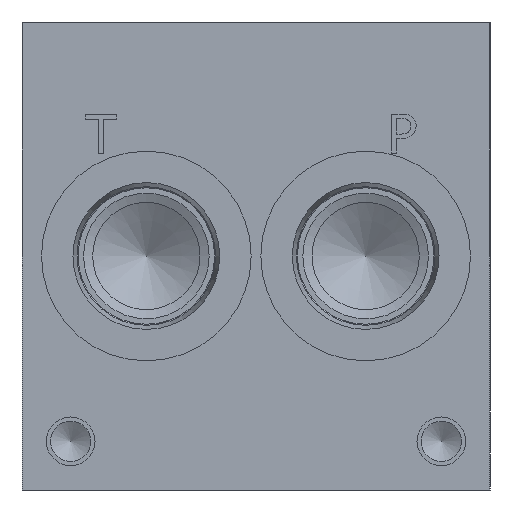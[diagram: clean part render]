
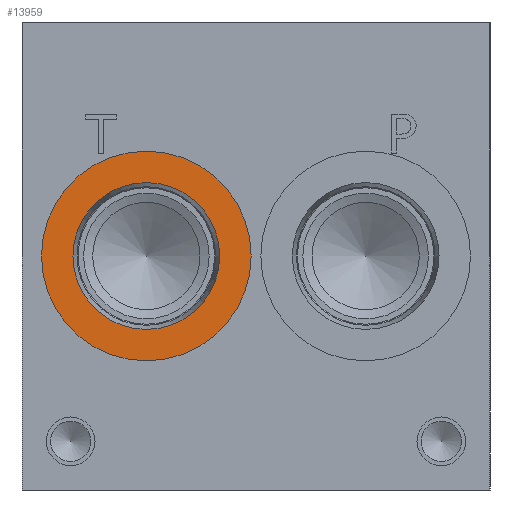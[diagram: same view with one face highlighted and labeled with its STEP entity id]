
A CAD part, left-side view. The second image highlights one B-rep face of the part: STEP entity #13959.
In plain terms, the highlighted planar face has unit normal (-1, 0, 0).
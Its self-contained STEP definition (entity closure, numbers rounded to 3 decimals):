
#260=CIRCLE('',#14617,17.069);
#261=CIRCLE('',#14618,17.069);
#262=CIRCLE('',#14620,11.951);
#263=CIRCLE('',#14621,11.951);
#558=FACE_BOUND('',#2517,.T.);
#1720=FACE_OUTER_BOUND('',#2516,.T.);
#2516=EDGE_LOOP('',(#11734,#11735));
#2517=EDGE_LOOP('',(#11736,#11737));
#6335=VERTEX_POINT('',#23619);
#6336=VERTEX_POINT('',#23621);
#6337=VERTEX_POINT('',#23625);
#6338=VERTEX_POINT('',#23626);
#8205=EDGE_CURVE('',#6335,#6336,#260,.T.);
#8206=EDGE_CURVE('',#6336,#6335,#261,.T.);
#8207=EDGE_CURVE('',#6337,#6338,#262,.T.);
#8208=EDGE_CURVE('',#6338,#6337,#263,.T.);
#11734=ORIENTED_EDGE('',*,*,#8206,.F.);
#11735=ORIENTED_EDGE('',*,*,#8205,.F.);
#11736=ORIENTED_EDGE('',*,*,#8207,.T.);
#11737=ORIENTED_EDGE('',*,*,#8208,.T.);
#12822=PLANE('',#14619);
#13959=ADVANCED_FACE('',(#1720,#558),#12822,.F.);
#14617=AXIS2_PLACEMENT_3D('',#23622,#17152,#17153);
#14618=AXIS2_PLACEMENT_3D('',#23623,#17154,#17155);
#14619=AXIS2_PLACEMENT_3D('',#23624,#17156,#17157);
#14620=AXIS2_PLACEMENT_3D('',#23627,#17158,#17159);
#14621=AXIS2_PLACEMENT_3D('',#23628,#17160,#17161);
#17152=DIRECTION('center_axis',(1.,0.,0.));
#17153=DIRECTION('ref_axis',(0.,0.,-1.));
#17154=DIRECTION('center_axis',(1.,0.,0.));
#17155=DIRECTION('ref_axis',(0.,0.,-1.));
#17156=DIRECTION('center_axis',(1.,0.,0.));
#17157=DIRECTION('ref_axis',(0.,0.,-1.));
#17158=DIRECTION('center_axis',(1.,0.,0.));
#17159=DIRECTION('ref_axis',(0.,0.,-1.));
#17160=DIRECTION('center_axis',(1.,0.,0.));
#17161=DIRECTION('ref_axis',(0.,0.,-1.));
#23619=CARTESIAN_POINT('',(0.787,55.956,21.031));
#23621=CARTESIAN_POINT('',(0.787,55.956,55.169));
#23622=CARTESIAN_POINT('Origin',(0.787,55.956,38.1));
#23623=CARTESIAN_POINT('Origin',(0.787,55.956,38.1));
#23624=CARTESIAN_POINT('Origin',(0.787,55.956,50.051));
#23625=CARTESIAN_POINT('',(0.787,55.956,50.051));
#23626=CARTESIAN_POINT('',(0.787,55.956,26.149));
#23627=CARTESIAN_POINT('Origin',(0.787,55.956,38.1));
#23628=CARTESIAN_POINT('Origin',(0.787,55.956,38.1));
